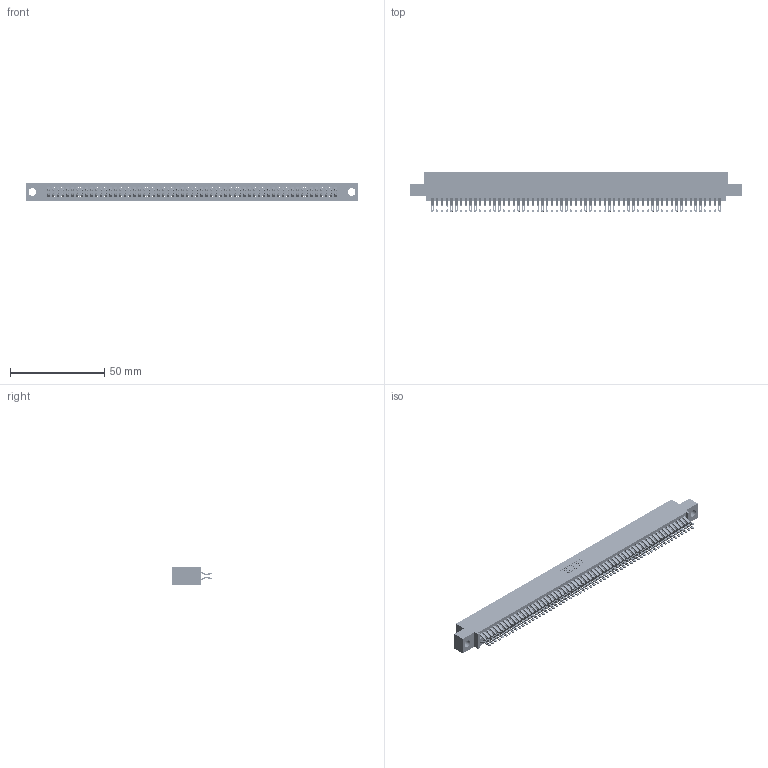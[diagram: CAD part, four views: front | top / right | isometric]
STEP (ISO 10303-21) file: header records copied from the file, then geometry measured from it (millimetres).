
FILE_DESCRIPTION (( 'STEP AP203' ), '1' );
FILE_NAME ('395-122-555-504.STEP', '2018-12-03T19:33:39', ( '' ), ( '' ), 'SwSTEP 2.0', 'SolidWorks 2016', '' );
FILE_SCHEMA (( 'CONFIG_CONTROL_DESIGN' ));
Length unit declared in the file: inch
Products named in the file (3): 395-122-555-504; 345-292-001_555 Tail; 345 Part_0.110 Offset - 0.156 Dia-TH
Assembly tree (123 placements, depth 2):
  395-122-555-504
    345 Part_0.110 Offset - 0.156 Dia-TH
    345-292-001_555 Tail  x122
Bounding box: 176.15 x 21.13 x 9.4 mm (x, y, z)
Volume: 17480.3 mm3; surface area: 27345.6 mm2
Topology: 123 solids, 123 shells, 6962 faces, 21947 edges, 14630 vertices
Faces by surface type: plane 3866, cylinder 3096
Entity records: 45765 total; most frequent: CARTESIAN_POINT 7690, ORIENTED_EDGE 7594, DIRECTION 6725, EDGE_CURVE 3797, VECTOR 3401, LINE 3401, VERTEX_POINT 2530, AXIS2_PLACEMENT_3D 1662
